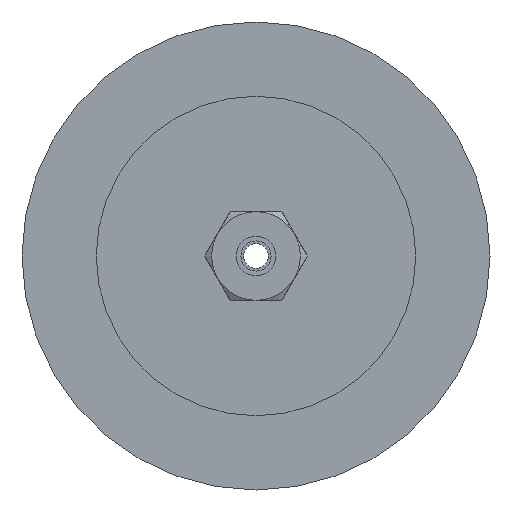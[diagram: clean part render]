
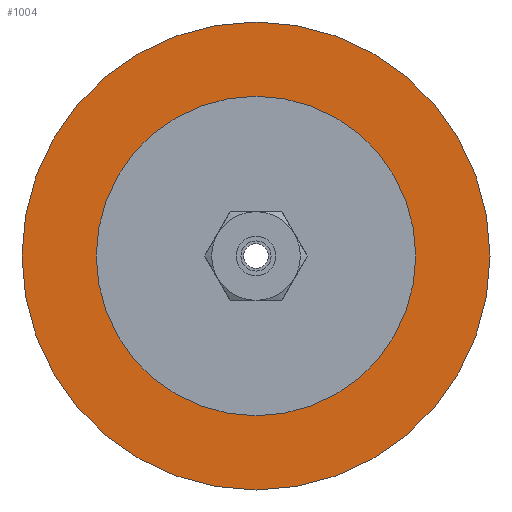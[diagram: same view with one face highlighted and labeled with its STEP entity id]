
A CAD part, front view. The second image highlights one B-rep face of the part: STEP entity #1004.
In plain terms, the highlighted planar face has unit normal (0, -1, 0).
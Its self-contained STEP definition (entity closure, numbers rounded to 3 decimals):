
#144=FACE_BOUND('',#277,.T.);
#156=PLANE('',#1169);
#211=FACE_OUTER_BOUND('',#276,.T.);
#276=EDGE_LOOP('',(#728,#729));
#277=EDGE_LOOP('',(#730,#731));
#401=CIRCLE('',#1157,37.5);
#402=CIRCLE('',#1158,37.5);
#407=CIRCLE('',#1167,25.6);
#408=CIRCLE('',#1168,25.6);
#469=VERTEX_POINT('',#1606);
#470=VERTEX_POINT('',#1608);
#475=VERTEX_POINT('',#1624);
#476=VERTEX_POINT('',#1626);
#563=EDGE_CURVE('',#469,#470,#401,.T.);
#564=EDGE_CURVE('',#470,#469,#402,.T.);
#571=EDGE_CURVE('',#476,#475,#407,.T.);
#572=EDGE_CURVE('',#475,#476,#408,.T.);
#728=ORIENTED_EDGE('',*,*,#564,.F.);
#729=ORIENTED_EDGE('',*,*,#563,.F.);
#730=ORIENTED_EDGE('',*,*,#571,.T.);
#731=ORIENTED_EDGE('',*,*,#572,.T.);
#1004=ADVANCED_FACE('',(#211,#144),#156,.T.);
#1157=AXIS2_PLACEMENT_3D('',#1609,#1306,#1307);
#1158=AXIS2_PLACEMENT_3D('',#1610,#1308,#1309);
#1167=AXIS2_PLACEMENT_3D('',#1627,#1328,#1329);
#1168=AXIS2_PLACEMENT_3D('',#1628,#1330,#1331);
#1169=AXIS2_PLACEMENT_3D('',#1629,#1332,#1333);
#1306=DIRECTION('center_axis',(0.,1.,0.));
#1307=DIRECTION('ref_axis',(1.,0.,0.));
#1308=DIRECTION('center_axis',(0.,1.,0.));
#1309=DIRECTION('ref_axis',(1.,0.,0.));
#1328=DIRECTION('center_axis',(0.,1.,0.));
#1329=DIRECTION('ref_axis',(1.,0.,0.));
#1330=DIRECTION('center_axis',(0.,1.,0.));
#1331=DIRECTION('ref_axis',(1.,0.,0.));
#1332=DIRECTION('center_axis',(0.,-1.,0.));
#1333=DIRECTION('ref_axis',(0.,0.,-1.));
#1606=CARTESIAN_POINT('',(37.5,0.,0.));
#1608=CARTESIAN_POINT('',(-37.5,0.,0.));
#1609=CARTESIAN_POINT('Origin',(0.,0.,0.));
#1610=CARTESIAN_POINT('Origin',(0.,0.,0.));
#1624=CARTESIAN_POINT('',(25.6,0.,0.));
#1626=CARTESIAN_POINT('',(-25.6,0.,0.));
#1627=CARTESIAN_POINT('Origin',(0.,0.,0.));
#1628=CARTESIAN_POINT('Origin',(0.,0.,0.));
#1629=CARTESIAN_POINT('Origin',(-37.5,0.,0.));
